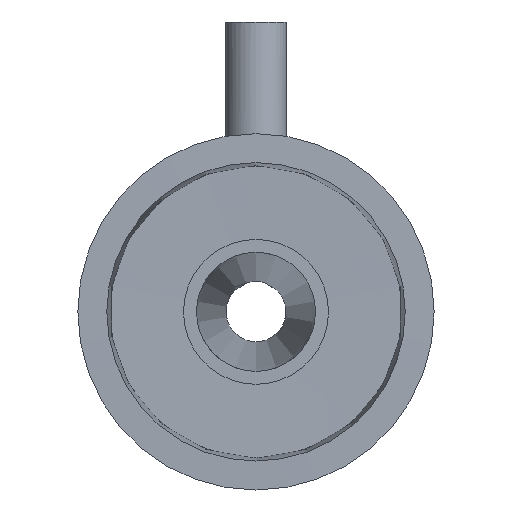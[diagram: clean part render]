
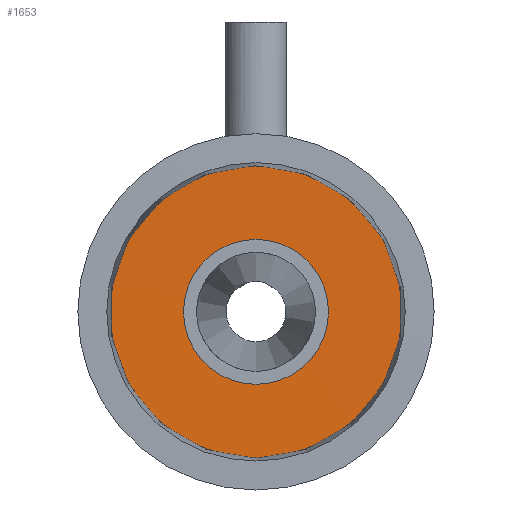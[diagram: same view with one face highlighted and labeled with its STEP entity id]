
A CAD part, front view. The second image highlights one B-rep face of the part: STEP entity #1653.
In plain terms, the highlighted conical face has half-angle 89.3 degrees and reference radius 5.653 mm.
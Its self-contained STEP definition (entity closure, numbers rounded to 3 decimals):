
#156=CIRCLE('',#1798,7.553);
#159=CIRCLE('',#1801,7.553);
#180=CIRCLE('',#1836,3.753);
#181=CIRCLE('',#1837,3.753);
#268=LINE('',#3470,#355);
#355=VECTOR('',#2270,5.653);
#372=CONICAL_SURFACE('',#1838,5.653,1.559);
#459=FACE_OUTER_BOUND('',#552,.T.);
#552=EDGE_LOOP('',(#1548,#1549,#1550,#1551,#1552,#1553));
#763=VERTEX_POINT('',#3389);
#764=VERTEX_POINT('',#3390);
#787=VERTEX_POINT('',#3464);
#788=VERTEX_POINT('',#3465);
#1003=EDGE_CURVE('',#763,#764,#156,.T.);
#1007=EDGE_CURVE('',#764,#763,#159,.T.);
#1040=EDGE_CURVE('',#787,#788,#180,.T.);
#1041=EDGE_CURVE('',#788,#787,#181,.T.);
#1043=EDGE_CURVE('',#788,#764,#268,.T.);
#1548=ORIENTED_EDGE('',*,*,#1040,.T.);
#1549=ORIENTED_EDGE('',*,*,#1043,.T.);
#1550=ORIENTED_EDGE('',*,*,#1003,.F.);
#1551=ORIENTED_EDGE('',*,*,#1007,.F.);
#1552=ORIENTED_EDGE('',*,*,#1043,.F.);
#1553=ORIENTED_EDGE('',*,*,#1041,.T.);
#1653=ADVANCED_FACE('',(#459),#372,.F.);
#1798=AXIS2_PLACEMENT_3D('',#3391,#2174,#2175);
#1801=AXIS2_PLACEMENT_3D('',#3397,#2181,#2182);
#1836=AXIS2_PLACEMENT_3D('',#3466,#2263,#2264);
#1837=AXIS2_PLACEMENT_3D('',#3467,#2265,#2266);
#1838=AXIS2_PLACEMENT_3D('',#3469,#2268,#2269);
#2174=DIRECTION('center_axis',(0.,1.,0.));
#2175=DIRECTION('ref_axis',(1.,0.,0.));
#2181=DIRECTION('center_axis',(0.,1.,0.));
#2182=DIRECTION('ref_axis',(1.,0.,0.));
#2263=DIRECTION('center_axis',(0.,1.,0.));
#2264=DIRECTION('ref_axis',(1.,0.,0.));
#2265=DIRECTION('center_axis',(0.,1.,0.));
#2266=DIRECTION('ref_axis',(1.,0.,0.));
#2268=DIRECTION('center_axis',(0.,-1.,0.));
#2269=DIRECTION('ref_axis',(0.,0.,1.));
#2270=DIRECTION('',(0.,-0.012,-1.));
#3389=CARTESIAN_POINT('',(0.,-36.002,7.553));
#3390=CARTESIAN_POINT('',(0.,-36.002,-7.553));
#3391=CARTESIAN_POINT('Origin',(0.,-36.002,0.));
#3397=CARTESIAN_POINT('Origin',(0.,-36.002,0.));
#3464=CARTESIAN_POINT('',(0.,-35.956,3.753));
#3465=CARTESIAN_POINT('',(0.,-35.956,-3.753));
#3466=CARTESIAN_POINT('Origin',(0.,-35.956,0.));
#3467=CARTESIAN_POINT('Origin',(0.,-35.956,0.));
#3469=CARTESIAN_POINT('Origin',(0.,-35.979,0.));
#3470=CARTESIAN_POINT('',(0.,-35.979,-5.653));
